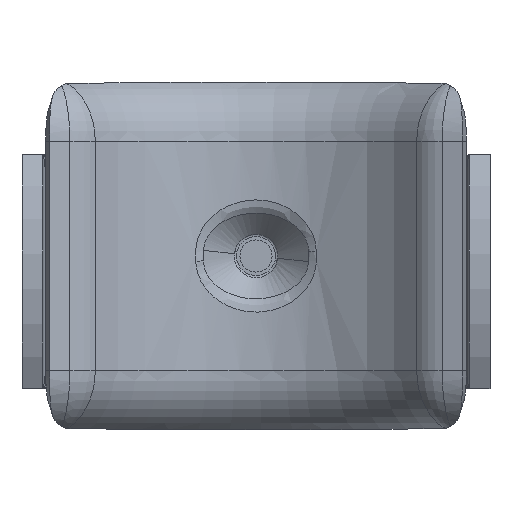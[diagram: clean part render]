
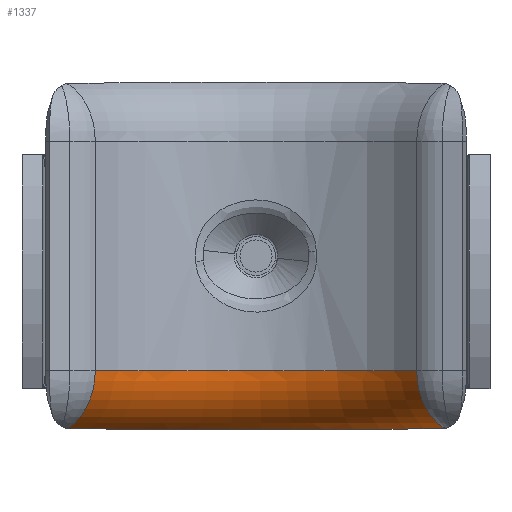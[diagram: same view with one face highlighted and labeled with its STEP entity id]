
A CAD part, front view. The second image highlights one B-rep face of the part: STEP entity #1337.
In plain terms, the highlighted toroidal (fillet/blend) face has major radius 26.25 mm and minor radius 6.25 mm.
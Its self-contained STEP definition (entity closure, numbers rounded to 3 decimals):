
#130 = DIRECTION ( 'NONE',  ( 0.635, -0.773, 0. ) ) ;
#192 = CARTESIAN_POINT ( 'NONE',  ( 3.418, 12.861, -16.7 ) ) ;
#274 = CARTESIAN_POINT ( 'NONE',  ( -12.969, 9.064, -16.651 ) ) ;
#323 = CARTESIAN_POINT ( 'NONE',  ( -18.089, 4.255, -16.585 ) ) ;
#347 = CARTESIAN_POINT ( 'NONE',  ( -10.227, 10.651, -16.672 ) ) ;
#942 = ORIENTED_EDGE ( 'NONE', *, *, #13348, .F. ) ;
#1151 = TOROIDAL_SURFACE ( 'NONE', #7113, 26.25, 6.25 ) ;
#1257 = CARTESIAN_POINT ( 'NONE',  ( 20.283, 6.058, -11.017 ) ) ;
#1337 = ADVANCED_FACE ( 'NONE', ( #15685 ), #1151, .T. ) ;
#1448 = DIRECTION ( 'NONE',  ( 0., 0., -1. ) ) ;
#1561 = CARTESIAN_POINT ( 'NONE',  ( 8.034, 11.606, -16.684 ) ) ;
#1578 = DIRECTION ( 'NONE',  ( 0., 0., -1. ) ) ;
#2119 = CARTESIAN_POINT ( 'NONE',  ( 0., -10.605, -11.017 ) ) ;
#2269 = B_SPLINE_CURVE_WITH_KNOTS ( 'NONE', 3,
 ( #2537, #10960, #15909, #2935, #274, #13805, #12818, #4142, #9079, #13881, #347, #12501, #12665, #10069, #2772, #8767, #15098, #8919, #6338, #12740, #13724, #192, #5121, #5277, #1561, #14939, #9000, #7714, #6502, #5199, #2856, #6257, #15023, #7875, #10303, #11437, #10224, #11197 ),
 .UNSPECIFIED., .F., .F.,
 ( 4, 2, 2, 2, 1, 1, 1, 2, 2, 2, 2, 2, 2, 2, 2, 1, 1, 1, 2, 2, 2, 4 ),
 ( 0., 0.125, 0.188, 0.219, 0.234, 0.242, 0.246, 0.248, 0.25, 0.375, 0.438, 0.5, 0.625, 0.688, 0.719, 0.734, 0.742, 0.746, 0.748, 0.75, 0.875, 1. ),
 .UNSPECIFIED. ) ;
#2463 = VERTEX_POINT ( 'NONE', #2853 ) ;
#2537 = CARTESIAN_POINT ( 'NONE',  ( -18.089, 4.255, -16.585 ) ) ;
#2772 = CARTESIAN_POINT ( 'NONE',  ( -8.486, 11.499, -16.683 ) ) ;
#2853 = CARTESIAN_POINT ( 'NONE',  ( 18.089, 4.255, -16.585 ) ) ;
#2856 = CARTESIAN_POINT ( 'NONE',  ( 9.95, 10.786, -16.674 ) ) ;
#2910 = DIRECTION ( 'NONE',  ( 0., 0., -1. ) ) ;
#2935 = CARTESIAN_POINT ( 'NONE',  ( -13.669, 8.568, -16.644 ) ) ;
#3853 = EDGE_CURVE ( 'NONE', #11611, #3899, #6185, .T. ) ;
#3899 = VERTEX_POINT ( 'NONE', #323 ) ;
#4142 = CARTESIAN_POINT ( 'NONE',  ( -10.986, 10.257, -16.667 ) ) ;
#4837 = EDGE_CURVE ( 'NONE', #3899, #2463, #2269, .T. ) ;
#4872 = VERTEX_POINT ( 'NONE', #11521 ) ;
#5121 = CARTESIAN_POINT ( 'NONE',  ( 5.958, 12.282, -16.693 ) ) ;
#5199 = CARTESIAN_POINT ( 'NONE',  ( 9.876, 10.822, -16.674 ) ) ;
#5277 = CARTESIAN_POINT ( 'NONE',  ( 6.797, 12.04, -16.69 ) ) ;
#6029 = CIRCLE ( 'NONE', #10170, 20. ) ;
#6185 = CIRCLE ( 'NONE', #9806, 6.25 ) ;
#6257 = CARTESIAN_POINT ( 'NONE',  ( 10., 10.763, -16.673 ) ) ;
#6338 = CARTESIAN_POINT ( 'NONE',  ( -1.731, 13.001, -16.702 ) ) ;
#6502 = CARTESIAN_POINT ( 'NONE',  ( 9.702, 10.904, -16.675 ) ) ;
#7113 = AXIS2_PLACEMENT_3D ( 'NONE', #15606, #12033, #14403 ) ;
#7714 = CARTESIAN_POINT ( 'NONE',  ( 9.352, 11.065, -16.677 ) ) ;
#7875 = CARTESIAN_POINT ( 'NONE',  ( 11.534, 10.017, -16.664 ) ) ;
#8198 = AXIS2_PLACEMENT_3D ( 'NONE', #1257, #130, #1578 ) ;
#8737 = DIRECTION ( 'NONE',  ( -1., 0., 0. ) ) ;
#8767 = CARTESIAN_POINT ( 'NONE',  ( -6.829, 12.081, -16.691 ) ) ;
#8778 = ORIENTED_EDGE ( 'NONE', *, *, #4837, .T. ) ;
#8919 = CARTESIAN_POINT ( 'NONE',  ( -3.441, 12.807, -16.7 ) ) ;
#9000 = CARTESIAN_POINT ( 'NONE',  ( 9.05, 11.196, -16.679 ) ) ;
#9079 = CARTESIAN_POINT ( 'NONE',  ( -10.712, 10.405, -16.669 ) ) ;
#9737 = CIRCLE ( 'NONE', #8198, 6.25 ) ;
#9806 = AXIS2_PLACEMENT_3D ( 'NONE', #14104, #14017, #2910 ) ;
#10069 = CARTESIAN_POINT ( 'NONE',  ( -10.09, 10.719, -16.673 ) ) ;
#10113 = EDGE_CURVE ( 'NONE', #4872, #2463, #9737, .T. ) ;
#10170 = AXIS2_PLACEMENT_3D ( 'NONE', #2119, #1448, #8737 ) ;
#10174 = ORIENTED_EDGE ( 'NONE', *, *, #10113, .F. ) ;
#10224 = CARTESIAN_POINT ( 'NONE',  ( 16.965, 5.686, -16.605 ) ) ;
#10303 = CARTESIAN_POINT ( 'NONE',  ( 12.981, 9.116, -16.652 ) ) ;
#10960 = CARTESIAN_POINT ( 'NONE',  ( -16.967, 5.684, -16.605 ) ) ;
#11197 = CARTESIAN_POINT ( 'NONE',  ( 18.089, 4.255, -16.585 ) ) ;
#11437 = CARTESIAN_POINT ( 'NONE',  ( 15.697, 6.951, -16.622 ) ) ;
#11521 = CARTESIAN_POINT ( 'NONE',  ( 15.454, 2.091, -11.017 ) ) ;
#11611 = VERTEX_POINT ( 'NONE', #15498 ) ;
#11971 = ORIENTED_EDGE ( 'NONE', *, *, #3853, .T. ) ;
#12033 = DIRECTION ( 'NONE',  ( 0., 0., -1. ) ) ;
#12501 = CARTESIAN_POINT ( 'NONE',  ( -10.158, 10.685, -16.672 ) ) ;
#12665 = CARTESIAN_POINT ( 'NONE',  ( -10.112, 10.708, -16.673 ) ) ;
#12740 = CARTESIAN_POINT ( 'NONE',  ( -0.875, 13.049, -16.703 ) ) ;
#12818 = CARTESIAN_POINT ( 'NONE',  ( -11.534, 9.953, -16.663 ) ) ;
#13348 = EDGE_CURVE ( 'NONE', #11611, #4872, #6029, .T. ) ;
#13724 = CARTESIAN_POINT ( 'NONE',  ( 1.692, 13.051, -16.703 ) ) ;
#13805 = CARTESIAN_POINT ( 'NONE',  ( -11.896, 9.739, -16.66 ) ) ;
#13881 = CARTESIAN_POINT ( 'NONE',  ( -10.389, 10.57, -16.671 ) ) ;
#14017 = DIRECTION ( 'NONE',  ( 0.635, 0.773, 0. ) ) ;
#14104 = CARTESIAN_POINT ( 'NONE',  ( -20.283, 6.058, -11.017 ) ) ;
#14403 = DIRECTION ( 'NONE',  ( -1., 0., 0. ) ) ;
#14939 = CARTESIAN_POINT ( 'NONE',  ( 8.443, 11.449, -16.682 ) ) ;
#14949 = EDGE_LOOP ( 'NONE', ( #8778, #10174, #942, #11971 ) ) ;
#15023 = CARTESIAN_POINT ( 'NONE',  ( 10.026, 10.75, -16.673 ) ) ;
#15098 = CARTESIAN_POINT ( 'NONE',  ( -4.294, 12.662, -16.698 ) ) ;
#15498 = CARTESIAN_POINT ( 'NONE',  ( -15.454, 2.091, -11.017 ) ) ;
#15606 = CARTESIAN_POINT ( 'NONE',  ( 0., -10.605, -11.017 ) ) ;
#15685 = FACE_OUTER_BOUND ( 'NONE', #14949, .T. ) ;
#15909 = CARTESIAN_POINT ( 'NONE',  ( -15.701, 6.946, -16.622 ) ) ;
